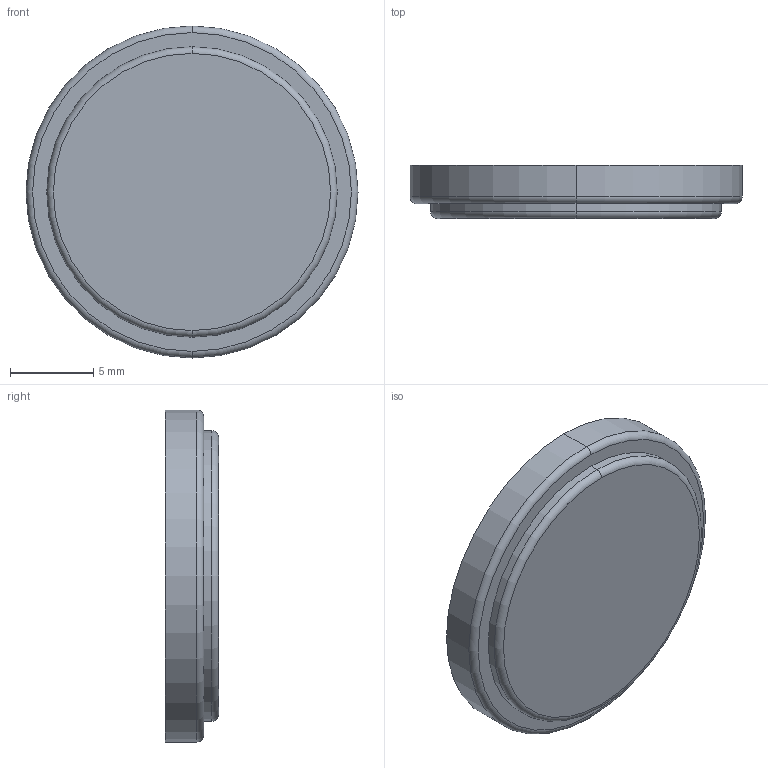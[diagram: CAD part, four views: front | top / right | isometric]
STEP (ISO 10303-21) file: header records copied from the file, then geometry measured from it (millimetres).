
FILE_DESCRIPTION (( 'STEP AP214' ), '1' );
FILE_NAME ('CR2032.STEP', '2020-03-22T20:31:20', ( '' ), ( '' ), 'SwSTEP 2.0', 'SolidWorks 2017', '' );
FILE_SCHEMA (( 'AUTOMOTIVE_DESIGN' ));
Length unit declared in the file: millimetre
Products named in the file (1): CR2032
Bounding box: 20 x 3.2 x 20 mm (x, y, z)
Volume: 935 mm3; surface area: 802.3 mm2
Topology: 1 solids, 1 shells, 24 faces, 56 edges, 36 vertices
Faces by surface type: plane 16, torus 4, cylinder 4
Entity records: 718 total; most frequent: DIRECTION 122, CARTESIAN_POINT 117, ORIENTED_EDGE 112, EDGE_CURVE 56, AXIS2_PLACEMENT_3D 41, VECTOR 40, LINE 40, VERTEX_POINT 36
